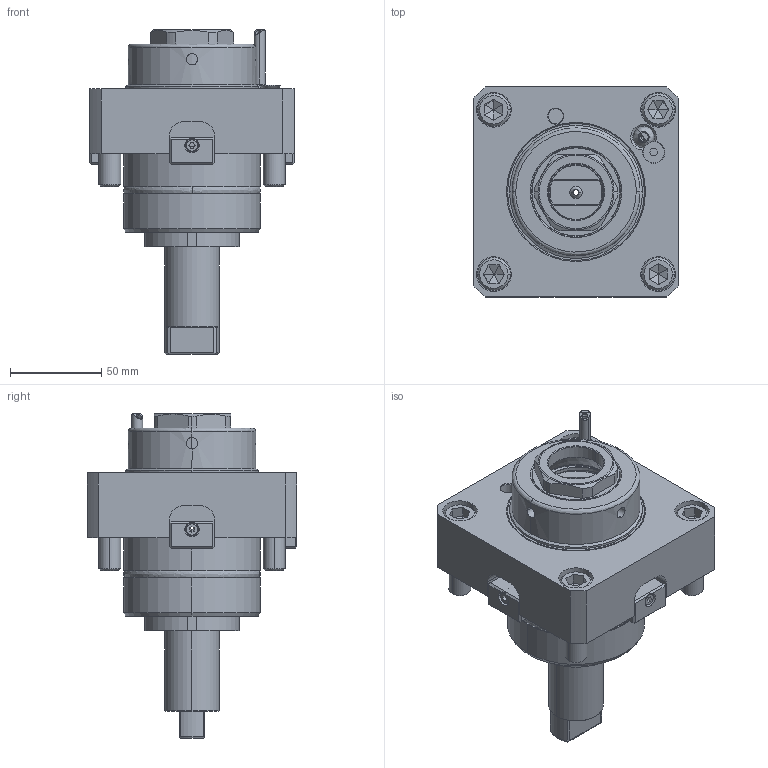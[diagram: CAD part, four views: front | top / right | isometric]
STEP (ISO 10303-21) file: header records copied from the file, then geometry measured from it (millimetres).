
FILE_DESCRIPTION (( 'STEP AP203' ), '1' );
FILE_NAME ('04-1165.STEP', '2023-11-30T23:43:01', ( '' ), ( '' ), 'SwSTEP 2.0', 'SolidWorks 2022', '' );
FILE_SCHEMA (( 'CONFIG_CONTROL_DESIGN' ));
Length unit declared in the file: inch
Products named in the file (1): 04-1165
Bounding box: 112 x 115 x 178 mm (x, y, z)
Surface area: 110250.1 mm2 (no closed solid volume)
Topology: 0 solids, 31 shells, 410 faces, 1081 edges, 695 vertices
Faces by surface type: plane 210, cylinder 115, cone 67, bspline 16, torus 2
Entity records: 15620 total; most frequent: CARTESIAN_POINT 5596, DIRECTION 2107, ORIENTED_EDGE 1890, EDGE_CURVE 1077, AXIS2_PLACEMENT_3D 744, VERTEX_POINT 695, VECTOR 619, LINE 619
